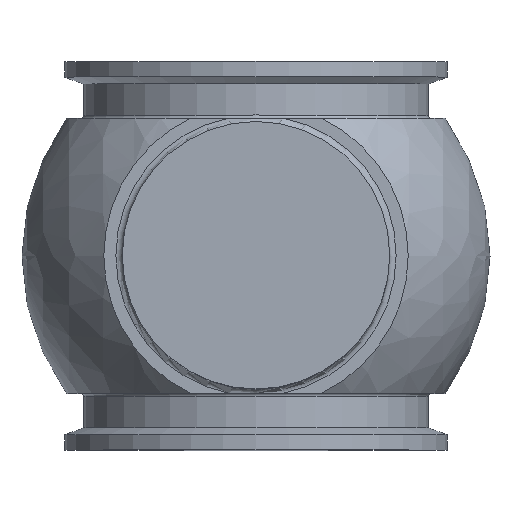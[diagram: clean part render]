
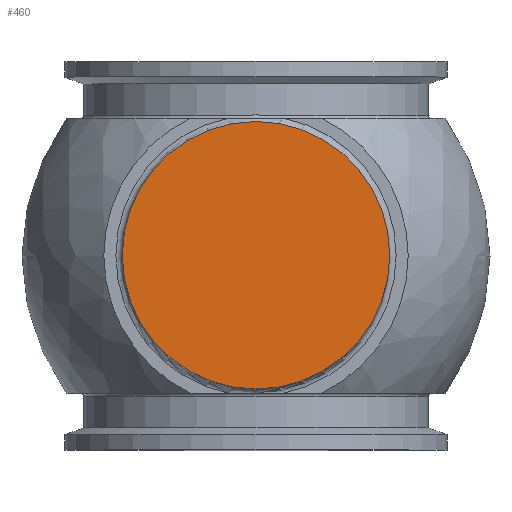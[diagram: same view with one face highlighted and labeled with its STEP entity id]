
A CAD part, top view. The second image highlights one B-rep face of the part: STEP entity #460.
In plain terms, the highlighted planar face has unit normal (0, 0, 1).
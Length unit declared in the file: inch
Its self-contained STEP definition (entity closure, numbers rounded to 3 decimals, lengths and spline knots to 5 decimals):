
#28=PLANE('',#554);
#62=FACE_OUTER_BOUND('',#88,.T.);
#88=EDGE_LOOP('',(#429,#430));
#121=CIRCLE('',#482,1.25);
#124=CIRCLE('',#485,1.25);
#171=VERTEX_POINT('',#723);
#172=VERTEX_POINT('',#724);
#221=EDGE_CURVE('',#171,#172,#121,.T.);
#225=EDGE_CURVE('',#172,#171,#124,.T.);
#429=ORIENTED_EDGE('',*,*,#221,.F.);
#430=ORIENTED_EDGE('',*,*,#225,.F.);
#460=ADVANCED_FACE('',(#62),#28,.T.);
#482=AXIS2_PLACEMENT_3D('',#725,#559,#560);
#485=AXIS2_PLACEMENT_3D('',#731,#566,#567);
#554=AXIS2_PLACEMENT_3D('',#901,#719,#720);
#559=DIRECTION('center_axis',(0.,0.,-1.));
#560=DIRECTION('ref_axis',(1.,0.,0.));
#566=DIRECTION('center_axis',(0.,0.,-1.));
#567=DIRECTION('ref_axis',(1.,0.,0.));
#719=DIRECTION('center_axis',(0.,0.,1.));
#720=DIRECTION('ref_axis',(1.,0.,0.));
#723=CARTESIAN_POINT('',(1.25,0.,4.015));
#724=CARTESIAN_POINT('',(-1.25,0.,4.015));
#725=CARTESIAN_POINT('Origin',(0.,0.,4.015));
#731=CARTESIAN_POINT('Origin',(0.,0.,4.015));
#901=CARTESIAN_POINT('Origin',(-3.39902,-5.88447,4.015));
